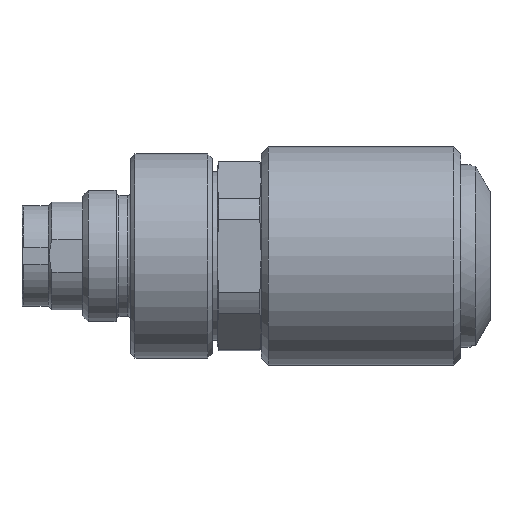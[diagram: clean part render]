
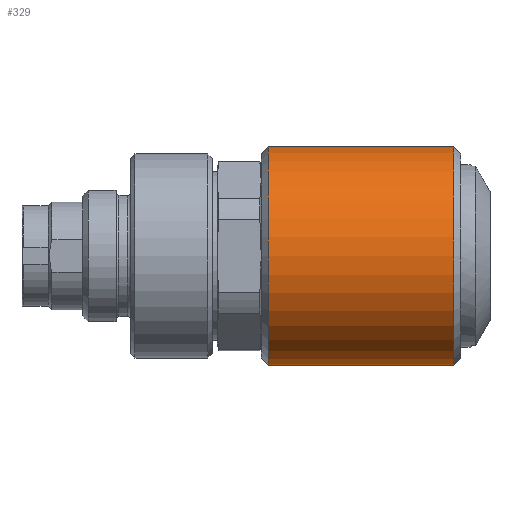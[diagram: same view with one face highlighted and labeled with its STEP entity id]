
A CAD part, top view. The second image highlights one B-rep face of the part: STEP entity #329.
In plain terms, the highlighted cylindrical face has radius 7.5 mm (diameter 15 mm), a full revolution.
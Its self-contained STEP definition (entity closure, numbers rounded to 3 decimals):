
#115=B_SPLINE_CURVE_WITH_KNOTS('',3,(#2854,#2855,#2856,#2857,#2858,#2859,
#2860,#2861,#2862,#2863,#2864,#2865,#2866,#2867,#2868,#2869,#2870,#2871,
#2872,#2873),.UNSPECIFIED.,.T.,.F.,(2,2,2,2,2,2,2,2,2,2,2,2),(-0.125,0.,
0.125,0.188,0.25,0.375,0.5,0.625,0.75,0.875,1.,1.125),.UNSPECIFIED.);
#222=CYLINDRICAL_SURFACE('',#1960,7.5);
#329=ADVANCED_FACE('',(#625,#626,#627),#222,.T.);
#625=FACE_BOUND('',#793,.T.);
#626=FACE_BOUND('',#794,.T.);
#627=FACE_BOUND('',#795,.T.);
#793=EDGE_LOOP('',(#1047));
#794=EDGE_LOOP('',(#1048));
#795=EDGE_LOOP('',(#1049));
#1047=ORIENTED_EDGE('',*,*,#1597,.T.);
#1048=ORIENTED_EDGE('',*,*,#1598,.T.);
#1049=ORIENTED_EDGE('',*,*,#1596,.T.);
#1428=VERTEX_POINT('',#2874);
#1429=VERTEX_POINT('',#2877);
#1430=VERTEX_POINT('',#2880);
#1596=EDGE_CURVE('',#1428,#1428,#115,.T.);
#1597=EDGE_CURVE('',#1429,#1429,#1797,.T.);
#1598=EDGE_CURVE('',#1430,#1430,#1798,.T.);
#1797=CIRCLE('',#1957,7.5);
#1798=CIRCLE('',#1959,7.5);
#1957=AXIS2_PLACEMENT_3D('',#2876,#2293,#2294);
#1959=AXIS2_PLACEMENT_3D('',#2879,#2297,#2298);
#1960=AXIS2_PLACEMENT_3D('',#2881,#2299,#2300);
#2293=DIRECTION('',(-1.,0.,0.));
#2294=DIRECTION('',(0.,0.,-1.));
#2297=DIRECTION('',(1.,0.,0.));
#2298=DIRECTION('',(0.,0.,-1.));
#2299=DIRECTION('',(1.,0.,0.));
#2300=DIRECTION('',(0.,0.,-1.));
#2854=CARTESIAN_POINT('',(7.65,1.521,-7.5));
#2855=CARTESIAN_POINT('',(7.65,-1.521,-7.5));
#2856=CARTESIAN_POINT('',(8.297,-2.934,-6.996));
#2857=CARTESIAN_POINT('',(9.77,-4.394,-6.105));
#2858=CARTESIAN_POINT('',(10.343,-4.783,-5.789));
#2859=CARTESIAN_POINT('',(11.647,-5.338,-5.282));
#2860=CARTESIAN_POINT('',(12.396,-5.499,-5.1));
#2861=CARTESIAN_POINT('',(14.644,-5.501,-5.098));
#2862=CARTESIAN_POINT('',(16.022,-4.893,-5.798));
#2863=CARTESIAN_POINT('',(18.002,-2.94,-6.994));
#2864=CARTESIAN_POINT('',(18.645,-1.515,-7.497));
#2865=CARTESIAN_POINT('',(18.655,1.481,-7.503));
#2866=CARTESIAN_POINT('',(18.007,2.928,-6.999));
#2867=CARTESIAN_POINT('',(16.044,4.877,-5.811));
#2868=CARTESIAN_POINT('',(14.678,5.498,-5.101));
#2869=CARTESIAN_POINT('',(11.634,5.502,-5.097));
#2870=CARTESIAN_POINT('',(10.266,4.882,-5.806));
#2871=CARTESIAN_POINT('',(8.305,2.946,-6.99));
#2872=CARTESIAN_POINT('',(7.65,1.521,-7.5));
#2873=CARTESIAN_POINT('',(7.65,-1.521,-7.5));
#2874=CARTESIAN_POINT('',(7.65,0.,-7.5));
#2876=CARTESIAN_POINT('',(19.5,0.,0.));
#2877=CARTESIAN_POINT('',(19.5,0.,-7.5));
#2879=CARTESIAN_POINT('',(6.8,0.,0.));
#2880=CARTESIAN_POINT('',(6.8,0.,-7.5));
#2881=CARTESIAN_POINT('',(0.,0.,0.));
